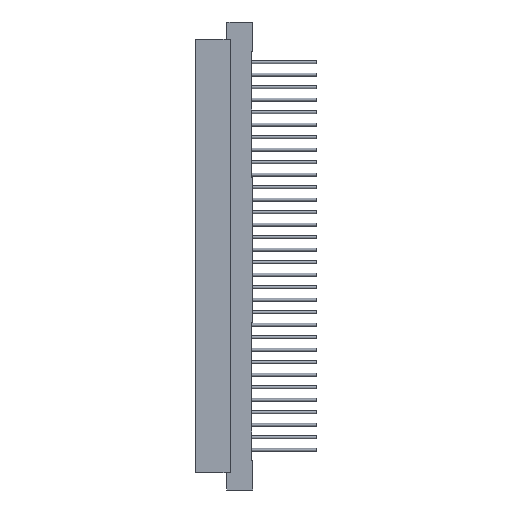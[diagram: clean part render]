
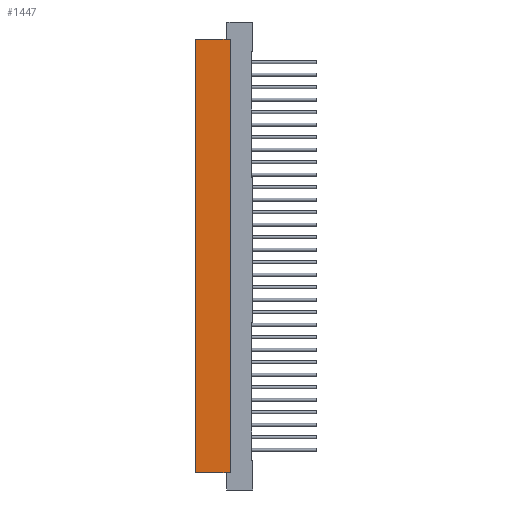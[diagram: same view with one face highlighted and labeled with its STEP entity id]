
A CAD part, left-side view. The second image highlights one B-rep face of the part: STEP entity #1447.
In plain terms, the highlighted planar face has unit normal (-1, 0, 0).
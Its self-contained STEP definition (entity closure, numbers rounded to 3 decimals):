
#60 = LINE ( 'NONE', #384, #3582 ) ;
#92 = DIRECTION ( 'NONE',  ( 0., 0., -1. ) ) ;
#151 = CARTESIAN_POINT ( 'NONE',  ( -11.1, 11.6, 3.55 ) ) ;
#295 = DIRECTION ( 'NONE',  ( 0., -1., 0. ) ) ;
#384 = CARTESIAN_POINT ( 'NONE',  ( -11.1, 8.075, 91.45 ) ) ;
#408 = CARTESIAN_POINT ( 'NONE',  ( -11.1, 4.55, 3.55 ) ) ;
#929 = VECTOR ( 'NONE', #295, 1000. ) ;
#1069 = DIRECTION ( 'NONE',  ( 0., 0., -1. ) ) ;
#1200 = VERTEX_POINT ( 'NONE', #408 ) ;
#1226 = AXIS2_PLACEMENT_3D ( 'NONE', #1703, #2046, #2459 ) ;
#1441 = LINE ( 'NONE', #1757, #2845 ) ;
#1447 = ADVANCED_FACE ( 'NONE', ( #4227 ), #2066, .T. ) ;
#1461 = ORIENTED_EDGE ( 'NONE', *, *, #3445, .F. ) ;
#1523 = CARTESIAN_POINT ( 'NONE',  ( -11.1, 11.6, 47.5 ) ) ;
#1624 = EDGE_CURVE ( 'NONE', #3201, #1962, #3922, .T. ) ;
#1703 = CARTESIAN_POINT ( 'NONE',  ( -11.1, 11.6, 3.549 ) ) ;
#1757 = CARTESIAN_POINT ( 'NONE',  ( -11.1, 4.55, 47.5 ) ) ;
#1955 = VECTOR ( 'NONE', #92, 1000. ) ;
#1962 = VERTEX_POINT ( 'NONE', #151 ) ;
#2046 = DIRECTION ( 'NONE',  ( -1., 0., 0. ) ) ;
#2066 = PLANE ( 'NONE',  #1226 ) ;
#2071 = ORIENTED_EDGE ( 'NONE', *, *, #1624, .T. ) ;
#2386 = CARTESIAN_POINT ( 'NONE',  ( -11.1, 8.075, 3.55 ) ) ;
#2421 = EDGE_LOOP ( 'NONE', ( #3187, #1461, #4014, #2071 ) ) ;
#2459 = DIRECTION ( 'NONE',  ( 0., -1., 0. ) ) ;
#2753 = LINE ( 'NONE', #2386, #929 ) ;
#2845 = VECTOR ( 'NONE', #1069, 1000. ) ;
#3042 = CARTESIAN_POINT ( 'NONE',  ( -11.1, 11.6, 91.45 ) ) ;
#3187 = ORIENTED_EDGE ( 'NONE', *, *, #4039, .T. ) ;
#3201 = VERTEX_POINT ( 'NONE', #3042 ) ;
#3445 = EDGE_CURVE ( 'NONE', #4290, #1200, #1441, .T. ) ;
#3582 = VECTOR ( 'NONE', #4284, 1000. ) ;
#3665 = CARTESIAN_POINT ( 'NONE',  ( -11.1, 4.55, 91.45 ) ) ;
#3747 = EDGE_CURVE ( 'NONE', #4290, #3201, #60, .T. ) ;
#3922 = LINE ( 'NONE', #1523, #1955 ) ;
#4014 = ORIENTED_EDGE ( 'NONE', *, *, #3747, .T. ) ;
#4039 = EDGE_CURVE ( 'NONE', #1962, #1200, #2753, .T. ) ;
#4227 = FACE_OUTER_BOUND ( 'NONE', #2421, .T. ) ;
#4284 = DIRECTION ( 'NONE',  ( 0., 1., 0. ) ) ;
#4290 = VERTEX_POINT ( 'NONE', #3665 ) ;
